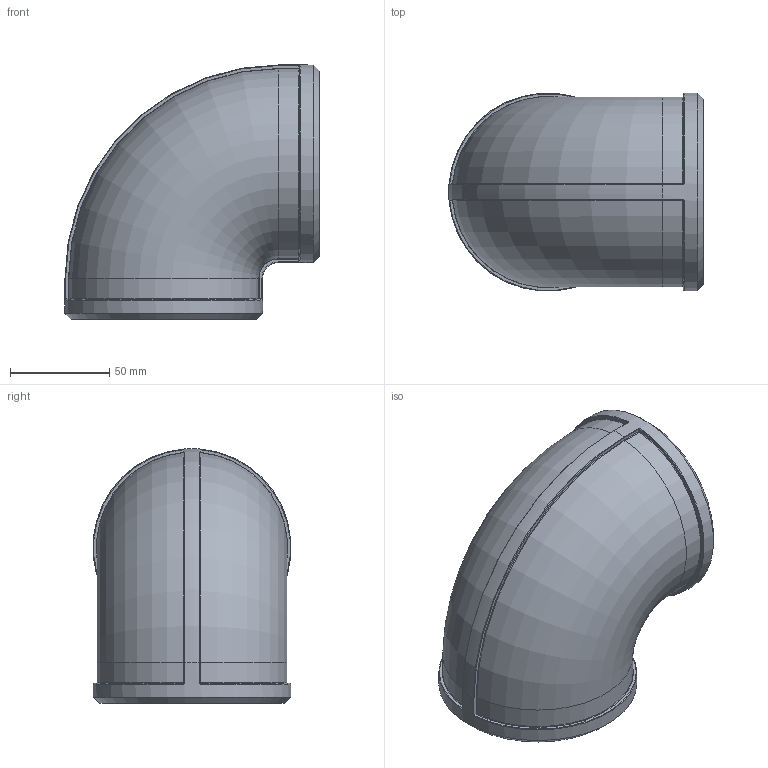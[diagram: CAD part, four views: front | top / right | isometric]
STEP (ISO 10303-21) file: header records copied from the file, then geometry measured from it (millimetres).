
FILE_DESCRIPTION(/* description */ (''),/* implementation_level */ '2;1');
FILE_NAME(/* name */ 'KI-301-080 Aschl.stp',/* time_stamp */ '2016-05-31T14:51:08+02:00',/* author */ ('hochmair'),/* organization */ (''),/* preprocessor_version */ 'ST-DEVELOPER v15.6',/* originating_system */ 'Autodesk Inventor 2015',/* authorisation */ '');
FILE_SCHEMA (('AUTOMOTIVE_DESIGN { 1 0 10303 214 3 1 1 }'));
Length unit declared in the file: millimetre
Products named in the file (1): TB14385940
Bounding box: 128.48 x 99.7 x 128.48 mm (x, y, z)
Volume: 176639.2 mm3; surface area: 82080.3 mm2
Topology: 1 solids, 1 shells, 89 faces, 195 edges, 110 vertices
Faces by surface type: cylinder 32, torus 21, plane 14, sphere 8, bspline 8, cone 6
Full cylindrical faces by diameter (mm): 84.926 x2, 100 x2
Entity records: 2706 total; most frequent: CARTESIAN_POINT 785, DIRECTION 431, ORIENTED_EDGE 362, AXIS2_PLACEMENT_3D 190, EDGE_CURVE 181, CIRCLE 108, VERTEX_POINT 106, EDGE_LOOP 103
